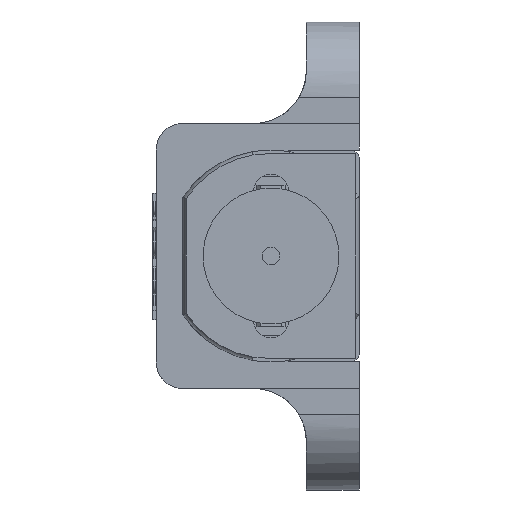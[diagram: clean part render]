
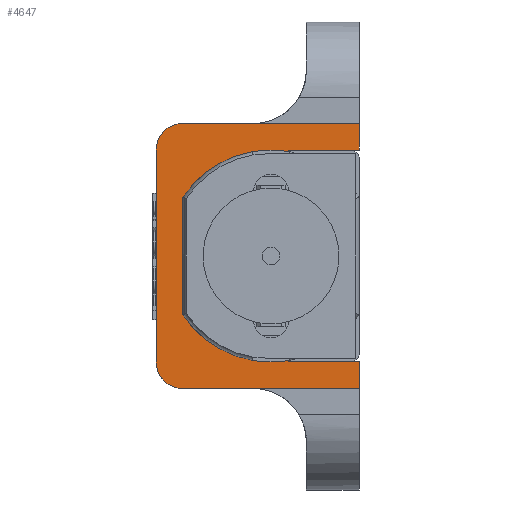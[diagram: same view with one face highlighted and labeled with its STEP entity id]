
A CAD part, left-side view. The second image highlights one B-rep face of the part: STEP entity #4647.
In plain terms, the highlighted planar face has unit normal (-1, 0, 0).
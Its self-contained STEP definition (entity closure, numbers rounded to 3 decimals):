
#285 = LINE ( 'NONE', #16696, #31305 ) ;
#645 = EDGE_LOOP ( 'NONE', ( #1293, #24475, #32972, #20556, #8554, #12781, #17729, #15431, #22616, #3505, #10746, #26960, #6891, #32847, #15590 ) ) ;
#902 = AXIS2_PLACEMENT_3D ( 'NONE', #5083, #16080, #18428 ) ;
#1293 = ORIENTED_EDGE ( 'NONE', *, *, #10172, .T. ) ;
#1363 = EDGE_CURVE ( 'NONE', #21911, #25937, #11852, .T. ) ;
#1583 = EDGE_CURVE ( 'NONE', #20288, #25279, #17500, .T. ) ;
#1854 = CARTESIAN_POINT ( 'NONE',  ( -2.3, 0., 0. ) ) ;
#1880 = DIRECTION ( 'NONE',  ( -1., 0., 0. ) ) ;
#2251 = CARTESIAN_POINT ( 'NONE',  ( -2.3, -1., 5.916 ) ) ;
#2364 = LINE ( 'NONE', #10664, #22330 ) ;
#2391 = CARTESIAN_POINT ( 'NONE',  ( -2.3, 3.563, -7.5 ) ) ;
#2629 = EDGE_CURVE ( 'NONE', #35088, #33579, #2364, .T. ) ;
#3159 = VERTEX_POINT ( 'NONE', #5215 ) ;
#3171 = CARTESIAN_POINT ( 'NONE',  ( -2.3, 5., 3.317 ) ) ;
#3505 = ORIENTED_EDGE ( 'NONE', *, *, #16236, .T. ) ;
#3835 = VECTOR ( 'NONE', #25374, 1000. ) ;
#3952 = VERTEX_POINT ( 'NONE', #11809 ) ;
#4647 = ADVANCED_FACE ( 'NONE', ( #24919 ), #35248, .T. ) ;
#5083 = CARTESIAN_POINT ( 'NONE',  ( -2.3, 5., -6. ) ) ;
#5215 = CARTESIAN_POINT ( 'NONE',  ( -2.3, 0., -6. ) ) ;
#6309 = DIRECTION ( 'NONE',  ( 0., 0., 1. ) ) ;
#6467 = EDGE_CURVE ( 'NONE', #28041, #16894, #17421, .T. ) ;
#6481 = EDGE_CURVE ( 'NONE', #33579, #11691, #285, .T. ) ;
#6726 = AXIS2_PLACEMENT_3D ( 'NONE', #15136, #18375, #26669 ) ;
#6891 = ORIENTED_EDGE ( 'NONE', *, *, #22198, .T. ) ;
#7048 = VECTOR ( 'NONE', #12951, 1000. ) ;
#7074 = CARTESIAN_POINT ( 'NONE',  ( -2.3, -1., -6.309 ) ) ;
#7142 = DIRECTION ( 'NONE',  ( 0., 0., 1. ) ) ;
#7715 = LINE ( 'NONE', #10600, #7048 ) ;
#7817 = CIRCLE ( 'NONE', #34972, 6. ) ;
#7825 = DIRECTION ( 'NONE',  ( 0., 0., 1. ) ) ;
#8281 = VERTEX_POINT ( 'NONE', #21378 ) ;
#8484 = CIRCLE ( 'NONE', #6726, 6. ) ;
#8554 = ORIENTED_EDGE ( 'NONE', *, *, #25174, .T. ) ;
#9708 = VERTEX_POINT ( 'NONE', #14291 ) ;
#10172 = EDGE_CURVE ( 'NONE', #35694, #9708, #24033, .T. ) ;
#10483 = CARTESIAN_POINT ( 'NONE',  ( -2.3, 3.563, -5.063 ) ) ;
#10600 = CARTESIAN_POINT ( 'NONE',  ( -2.3, 3.563, -6. ) ) ;
#10664 = CARTESIAN_POINT ( 'NONE',  ( -2.3, -1., -6.309 ) ) ;
#10746 = ORIENTED_EDGE ( 'NONE', *, *, #12363, .T. ) ;
#10894 = LINE ( 'NONE', #30404, #25321 ) ;
#11659 = LINE ( 'NONE', #14371, #3835 ) ;
#11691 = VERTEX_POINT ( 'NONE', #26163 ) ;
#11809 = CARTESIAN_POINT ( 'NONE',  ( -2.3, 6.5, 6. ) ) ;
#11852 = CIRCLE ( 'NONE', #902, 1.5 ) ;
#12094 = AXIS2_PLACEMENT_3D ( 'NONE', #34977, #34447, #7142 ) ;
#12363 = EDGE_CURVE ( 'NONE', #3952, #21911, #11659, .T. ) ;
#12522 = DIRECTION ( 'NONE',  ( 1., 0., 0. ) ) ;
#12781 = ORIENTED_EDGE ( 'NONE', *, *, #2629, .T. ) ;
#12951 = DIRECTION ( 'NONE',  ( 0., 1., 0. ) ) ;
#14291 = CARTESIAN_POINT ( 'NONE',  ( -2.3, -1., -5.916 ) ) ;
#14371 = CARTESIAN_POINT ( 'NONE',  ( -2.3, 6.5, -5.063 ) ) ;
#14579 = VECTOR ( 'NONE', #29192, 1000. ) ;
#14740 = VECTOR ( 'NONE', #26197, 1000. ) ;
#15136 = CARTESIAN_POINT ( 'NONE',  ( -2.3, 0., 0. ) ) ;
#15209 = CARTESIAN_POINT ( 'NONE',  ( -2.3, -5., 7.5 ) ) ;
#15431 = ORIENTED_EDGE ( 'NONE', *, *, #27117, .T. ) ;
#15590 = ORIENTED_EDGE ( 'NONE', *, *, #18509, .T. ) ;
#16076 = CARTESIAN_POINT ( 'NONE',  ( -2.3, 5., -7.5 ) ) ;
#16080 = DIRECTION ( 'NONE',  ( -1., 0., 0. ) ) ;
#16236 = EDGE_CURVE ( 'NONE', #8281, #3952, #30767, .T. ) ;
#16696 = CARTESIAN_POINT ( 'NONE',  ( -2.3, 3.563, 6. ) ) ;
#16858 = VECTOR ( 'NONE', #30807, 1000. ) ;
#16878 = DIRECTION ( 'NONE',  ( 0., -1., 0. ) ) ;
#16894 = VERTEX_POINT ( 'NONE', #3171 ) ;
#17421 = LINE ( 'NONE', #19779, #16858 ) ;
#17500 = LINE ( 'NONE', #31426, #20290 ) ;
#17729 = ORIENTED_EDGE ( 'NONE', *, *, #6481, .T. ) ;
#18165 = LINE ( 'NONE', #20719, #14579 ) ;
#18375 = DIRECTION ( 'NONE',  ( 1., 0., 0. ) ) ;
#18428 = DIRECTION ( 'NONE',  ( 0., 0., 1. ) ) ;
#18509 = EDGE_CURVE ( 'NONE', #25279, #35694, #7715, .T. ) ;
#18644 = CARTESIAN_POINT ( 'NONE',  ( -2.3, -5., -7.5 ) ) ;
#18852 = CARTESIAN_POINT ( 'NONE',  ( -2.3, 5., 6. ) ) ;
#19097 = CARTESIAN_POINT ( 'NONE',  ( -2.3, -5., -6. ) ) ;
#19779 = CARTESIAN_POINT ( 'NONE',  ( -2.3, 5., 3.317 ) ) ;
#20288 = VERTEX_POINT ( 'NONE', #18644 ) ;
#20290 = VECTOR ( 'NONE', #6309, 1000. ) ;
#20556 = ORIENTED_EDGE ( 'NONE', *, *, #6467, .T. ) ;
#20667 = EDGE_CURVE ( 'NONE', #3159, #28041, #27068, .T. ) ;
#20719 = CARTESIAN_POINT ( 'NONE',  ( -2.3, 3.563, 7.5 ) ) ;
#21329 = DIRECTION ( 'NONE',  ( 0., 0., 1. ) ) ;
#21378 = CARTESIAN_POINT ( 'NONE',  ( -2.3, 5., 7.5 ) ) ;
#21497 = DIRECTION ( 'NONE',  ( -1., 0., 0. ) ) ;
#21911 = VERTEX_POINT ( 'NONE', #31327 ) ;
#22198 = EDGE_CURVE ( 'NONE', #25937, #20288, #27657, .T. ) ;
#22330 = VECTOR ( 'NONE', #21329, 1000. ) ;
#22616 = ORIENTED_EDGE ( 'NONE', *, *, #28757, .T. ) ;
#24033 = LINE ( 'NONE', #7074, #14740 ) ;
#24297 = VECTOR ( 'NONE', #32383, 1000. ) ;
#24475 = ORIENTED_EDGE ( 'NONE', *, *, #31560, .T. ) ;
#24919 = FACE_OUTER_BOUND ( 'NONE', #645, .T. ) ;
#25174 = EDGE_CURVE ( 'NONE', #16894, #35088, #8484, .T. ) ;
#25279 = VERTEX_POINT ( 'NONE', #19097 ) ;
#25321 = VECTOR ( 'NONE', #7825, 1000. ) ;
#25374 = DIRECTION ( 'NONE',  ( 0., 0., -1. ) ) ;
#25937 = VERTEX_POINT ( 'NONE', #16076 ) ;
#26056 = DIRECTION ( 'NONE',  ( 0., 0., 1. ) ) ;
#26163 = CARTESIAN_POINT ( 'NONE',  ( -2.3, -5., 6. ) ) ;
#26197 = DIRECTION ( 'NONE',  ( 0., 0., 1. ) ) ;
#26669 = DIRECTION ( 'NONE',  ( 0., 0., 1. ) ) ;
#26960 = ORIENTED_EDGE ( 'NONE', *, *, #1363, .T. ) ;
#27068 = CIRCLE ( 'NONE', #12094, 6. ) ;
#27117 = EDGE_CURVE ( 'NONE', #11691, #30657, #10894, .T. ) ;
#27657 = LINE ( 'NONE', #2391, #24297 ) ;
#28041 = VERTEX_POINT ( 'NONE', #34739 ) ;
#28757 = EDGE_CURVE ( 'NONE', #30657, #8281, #18165, .T. ) ;
#29035 = CARTESIAN_POINT ( 'NONE',  ( -2.3, -1., 6. ) ) ;
#29192 = DIRECTION ( 'NONE',  ( 0., 1., 0. ) ) ;
#30404 = CARTESIAN_POINT ( 'NONE',  ( -2.3, -5., 8.544 ) ) ;
#30657 = VERTEX_POINT ( 'NONE', #15209 ) ;
#30767 = CIRCLE ( 'NONE', #33650, 1.5 ) ;
#30807 = DIRECTION ( 'NONE',  ( 0., 0., 1. ) ) ;
#31305 = VECTOR ( 'NONE', #16878, 1000. ) ;
#31327 = CARTESIAN_POINT ( 'NONE',  ( -2.3, 6.5, -6. ) ) ;
#31426 = CARTESIAN_POINT ( 'NONE',  ( -2.3, -5., -8.544 ) ) ;
#31560 = EDGE_CURVE ( 'NONE', #9708, #3159, #7817, .T. ) ;
#31698 = AXIS2_PLACEMENT_3D ( 'NONE', #10483, #21497, #32526 ) ;
#32230 = DIRECTION ( 'NONE',  ( 0., 0., 1. ) ) ;
#32383 = DIRECTION ( 'NONE',  ( 0., -1., 0. ) ) ;
#32526 = DIRECTION ( 'NONE',  ( 0., 0., 1. ) ) ;
#32847 = ORIENTED_EDGE ( 'NONE', *, *, #1583, .T. ) ;
#32972 = ORIENTED_EDGE ( 'NONE', *, *, #20667, .T. ) ;
#33579 = VERTEX_POINT ( 'NONE', #29035 ) ;
#33650 = AXIS2_PLACEMENT_3D ( 'NONE', #18852, #1880, #32230 ) ;
#34348 = CARTESIAN_POINT ( 'NONE',  ( -2.3, -1., -6. ) ) ;
#34447 = DIRECTION ( 'NONE',  ( 1., 0., 0. ) ) ;
#34739 = CARTESIAN_POINT ( 'NONE',  ( -2.3, 5., -3.317 ) ) ;
#34972 = AXIS2_PLACEMENT_3D ( 'NONE', #1854, #12522, #26056 ) ;
#34977 = CARTESIAN_POINT ( 'NONE',  ( -2.3, 0., 0. ) ) ;
#35088 = VERTEX_POINT ( 'NONE', #2251 ) ;
#35248 = PLANE ( 'NONE',  #31698 ) ;
#35694 = VERTEX_POINT ( 'NONE', #34348 ) ;
